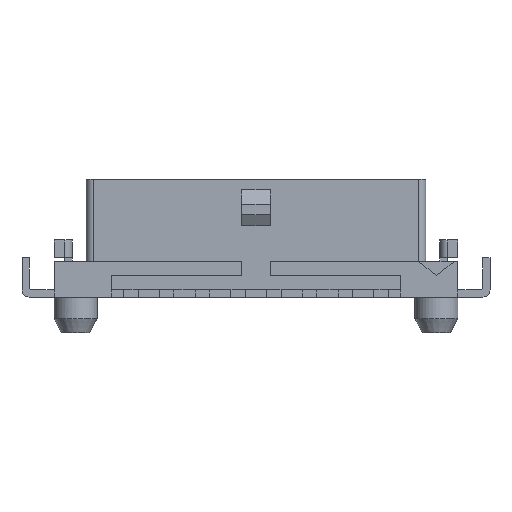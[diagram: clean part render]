
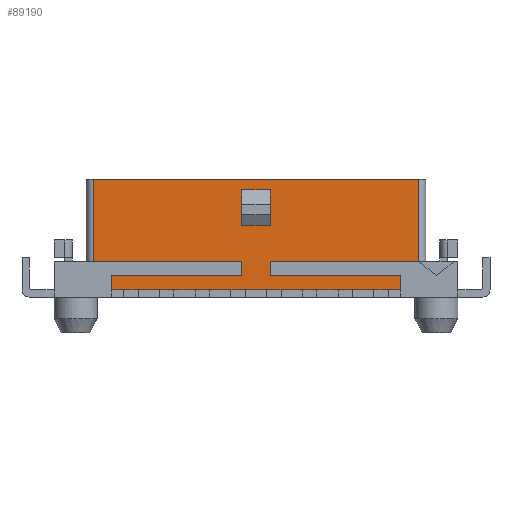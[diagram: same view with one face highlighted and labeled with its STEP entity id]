
A CAD part, front view. The second image highlights one B-rep face of the part: STEP entity #89190.
In plain terms, the highlighted planar face has unit normal (0, -1, 0).
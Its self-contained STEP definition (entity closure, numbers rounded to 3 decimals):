
#1420=CARTESIAN_POINT('',(30.352,30.493,-2.3));
#1430=VERTEX_POINT('',#1420);
#1580=CARTESIAN_POINT('',(30.352,30.493,-2.7));
#1590=VERTEX_POINT('',#1580);
#1620=CARTESIAN_POINT('',(30.352,30.493,0.));
#1630=DIRECTION('',(0.,0.,1.));
#1640=VECTOR('',#1630,1.);
#1650=LINE('',#1620,#1640);
#1660=EDGE_CURVE('',#1590,#1430,#1650,.T.);
#11910=CARTESIAN_POINT('',(25.902,30.493,-3.1));
#11920=VERTEX_POINT('',#11910);
#11970=CARTESIAN_POINT('',(0.,30.493,-3.1));
#11980=DIRECTION('',(1.,0.,0.));
#11990=VECTOR('',#11980,1.);
#12000=LINE('',#11970,#11990);
#12010=CARTESIAN_POINT('',(26.252,30.493,-3.1));
#12020=VERTEX_POINT('',#12010);
#12030=EDGE_CURVE('',#11920,#12020,#12000,.T.);
#12410=CARTESIAN_POINT('',(26.652,30.493,-3.1));
#12420=VERTEX_POINT('',#12410);
#12450=CARTESIAN_POINT('',(27.252,30.493,-3.1));
#12460=VERTEX_POINT('',#12450);
#12470=EDGE_CURVE('',#12420,#12460,#12000,.T.);
#12850=CARTESIAN_POINT('',(27.652,30.493,-3.1));
#12860=VERTEX_POINT('',#12850);
#12890=CARTESIAN_POINT('',(28.252,30.493,-3.1));
#12900=VERTEX_POINT('',#12890);
#12910=EDGE_CURVE('',#12860,#12900,#12000,.T.);
#13290=CARTESIAN_POINT('',(28.652,30.493,-3.1));
#13300=VERTEX_POINT('',#13290);
#13330=CARTESIAN_POINT('',(29.252,30.493,-3.1));
#13340=VERTEX_POINT('',#13330);
#13350=EDGE_CURVE('',#13300,#13340,#12000,.T.);
#13730=CARTESIAN_POINT('',(29.652,30.493,-3.1));
#13740=VERTEX_POINT('',#13730);
#13770=CARTESIAN_POINT('',(30.252,30.493,-3.1));
#13780=VERTEX_POINT('',#13770);
#13790=EDGE_CURVE('',#13740,#13780,#12000,.T.);
#14170=CARTESIAN_POINT('',(30.652,30.493,-3.1));
#14180=VERTEX_POINT('',#14170);
#14210=CARTESIAN_POINT('',(31.252,30.493,-3.1));
#14220=VERTEX_POINT('',#14210);
#14230=EDGE_CURVE('',#14180,#14220,#12000,.T.);
#14610=CARTESIAN_POINT('',(31.652,30.493,-3.1));
#14620=VERTEX_POINT('',#14610);
#14650=CARTESIAN_POINT('',(32.252,30.493,-3.1));
#14660=VERTEX_POINT('',#14650);
#14670=EDGE_CURVE('',#14620,#14660,#12000,.T.);
#15050=CARTESIAN_POINT('',(32.652,30.493,-3.1));
#15060=VERTEX_POINT('',#15050);
#15090=CARTESIAN_POINT('',(33.252,30.493,-3.1));
#15100=VERTEX_POINT('',#15090);
#15110=EDGE_CURVE('',#15060,#15100,#12000,.T.);
#15490=CARTESIAN_POINT('',(33.652,30.493,-3.1));
#15500=VERTEX_POINT('',#15490);
#15530=CARTESIAN_POINT('',(34.002,30.493,-3.1));
#15540=VERTEX_POINT('',#15530);
#15550=EDGE_CURVE('',#15500,#15540,#12000,.T.);
#19230=CARTESIAN_POINT('',(34.502,30.493,0.));
#19240=VERTEX_POINT('',#19230);
#19270=CARTESIAN_POINT('',(0.,30.493,0.));
#19280=DIRECTION('',(-1.,0.,0.));
#19290=VECTOR('',#19280,1.);
#19300=LINE('',#19270,#19290);
#19310=CARTESIAN_POINT('',(25.402,30.493,0.));
#19320=VERTEX_POINT('',#19310);
#19330=EDGE_CURVE('',#19240,#19320,#19300,.T.);
#82610=CARTESIAN_POINT('',(0.,30.493,-2.3));
#82620=DIRECTION('',(-1.,0.,0.));
#82630=VECTOR('',#82620,1.);
#82640=LINE('',#82610,#82630);
#82650=CARTESIAN_POINT('',(34.502,30.493,-2.3));
#82660=VERTEX_POINT('',#82650);
#82670=EDGE_CURVE('',#82660,#1430,#82640,.T.);
#83330=CARTESIAN_POINT('',(25.402,30.493,-2.3));
#83340=VERTEX_POINT('',#83330);
#83370=CARTESIAN_POINT('',(29.552,30.493,-2.3));
#83380=VERTEX_POINT('',#83370);
#83390=EDGE_CURVE('',#83380,#83340,#82640,.T.);
#85190=CARTESIAN_POINT('',(34.502,30.493,0.));
#85200=DIRECTION('',(0.,0.,-1.));
#85210=VECTOR('',#85200,1.);
#85220=LINE('',#85190,#85210);
#85230=EDGE_CURVE('',#19240,#82660,#85220,.T.);
#86900=CARTESIAN_POINT('',(0.,30.493,-2.7));
#86910=DIRECTION('',(1.,0.,0.));
#86920=VECTOR('',#86910,1.);
#86930=LINE('',#86900,#86920);
#86940=CARTESIAN_POINT('',(34.002,30.493,-2.7));
#86950=VERTEX_POINT('',#86940);
#86960=EDGE_CURVE('',#1590,#86950,#86930,.T.);
#87630=CARTESIAN_POINT('',(0.,30.493,-3.1));
#87640=DIRECTION('',(1.,0.,0.));
#87650=VECTOR('',#87640,1.);
#87660=LINE('',#87630,#87650);
#87670=EDGE_CURVE('',#13780,#14180,#87660,.T.);
#87860=CARTESIAN_POINT('',(29.531,30.493,
-2.544));
#87870=DIRECTION('',(0.,-1.,0.));
#87880=DIRECTION('',(1.,0.,0.));
#87890=AXIS2_PLACEMENT_3D('',#87860,#87870,#87880);
#87900=PLANE('',#87890);
#87910=CARTESIAN_POINT('',(34.002,30.493,0.));
#87920=DIRECTION('',(0.,0.,-1.));
#87930=VECTOR('',#87920,1.);
#87940=LINE('',#87910,#87930);
#87950=EDGE_CURVE('',#86950,#15540,#87940,.T.);
#87960=ORIENTED_EDGE('',*,*,#87950,.F.);
#87970=ORIENTED_EDGE('',*,*,#15550,.T.);
#87980=CARTESIAN_POINT('',(0.,30.493,-3.1));
#87990=DIRECTION('',(-1.,0.,0.));
#88000=VECTOR('',#87990,1.);
#88010=LINE('',#87980,#88000);
#88020=EDGE_CURVE('',#15500,#15100,#88010,.T.);
#88030=ORIENTED_EDGE('',*,*,#88020,.F.);
#88040=ORIENTED_EDGE('',*,*,#15110,.T.);
#88050=CARTESIAN_POINT('',(0.,30.493,-3.1));
#88060=DIRECTION('',(1.,0.,0.));
#88070=VECTOR('',#88060,1.);
#88080=LINE('',#88050,#88070);
#88090=EDGE_CURVE('',#14660,#15060,#88080,.T.);
#88100=ORIENTED_EDGE('',*,*,#88090,.T.);
#88110=ORIENTED_EDGE('',*,*,#14670,.T.);
#88120=CARTESIAN_POINT('',(0.,30.493,-3.1));
#88130=DIRECTION('',(1.,0.,0.));
#88140=VECTOR('',#88130,1.);
#88150=LINE('',#88120,#88140);
#88160=EDGE_CURVE('',#14220,#14620,#88150,.T.);
#88170=ORIENTED_EDGE('',*,*,#88160,.T.);
#88180=ORIENTED_EDGE('',*,*,#14230,.T.);
#88190=ORIENTED_EDGE('',*,*,#87670,.T.);
#88200=ORIENTED_EDGE('',*,*,#13790,.T.);
#88210=CARTESIAN_POINT('',(0.,30.493,-3.1));
#88220=DIRECTION('',(1.,0.,0.));
#88230=VECTOR('',#88220,1.);
#88240=LINE('',#88210,#88230);
#88250=EDGE_CURVE('',#13340,#13740,#88240,.T.);
#88260=ORIENTED_EDGE('',*,*,#88250,.T.);
#88270=ORIENTED_EDGE('',*,*,#13350,.T.);
#88280=CARTESIAN_POINT('',(0.,30.493,-3.1));
#88290=DIRECTION('',(1.,0.,0.));
#88300=VECTOR('',#88290,1.);
#88310=LINE('',#88280,#88300);
#88320=EDGE_CURVE('',#12900,#13300,#88310,.T.);
#88330=ORIENTED_EDGE('',*,*,#88320,.T.);
#88340=ORIENTED_EDGE('',*,*,#12910,.T.);
#88350=CARTESIAN_POINT('',(0.,30.493,-3.1));
#88360=DIRECTION('',(-1.,0.,0.));
#88370=VECTOR('',#88360,1.);
#88380=LINE('',#88350,#88370);
#88390=EDGE_CURVE('',#12860,#12460,#88380,.T.);
#88400=ORIENTED_EDGE('',*,*,#88390,.F.);
#88410=ORIENTED_EDGE('',*,*,#12470,.T.);
#88420=CARTESIAN_POINT('',(0.,30.493,-3.1));
#88430=DIRECTION('',(-1.,0.,0.));
#88440=VECTOR('',#88430,1.);
#88450=LINE('',#88420,#88440);
#88460=EDGE_CURVE('',#12420,#12020,#88450,.T.);
#88470=ORIENTED_EDGE('',*,*,#88460,.F.);
#88480=ORIENTED_EDGE('',*,*,#12030,.T.);
#88490=CARTESIAN_POINT('',(25.902,30.493,0.));
#88500=DIRECTION('',(0.,0.,1.));
#88510=VECTOR('',#88500,1.);
#88520=LINE('',#88490,#88510);
#88530=CARTESIAN_POINT('',(25.902,30.493,-2.7));
#88540=VERTEX_POINT('',#88530);
#88550=EDGE_CURVE('',#11920,#88540,#88520,.T.);
#88560=ORIENTED_EDGE('',*,*,#88550,.F.);
#88570=CARTESIAN_POINT('',(0.,30.493,-2.7));
#88580=DIRECTION('',(-1.,0.,0.));
#88590=VECTOR('',#88580,1.);
#88600=LINE('',#88570,#88590);
#88610=CARTESIAN_POINT('',(29.552,30.493,-2.7));
#88620=VERTEX_POINT('',#88610);
#88630=EDGE_CURVE('',#88620,#88540,#88600,.T.);
#88640=ORIENTED_EDGE('',*,*,#88630,.T.);
#88650=CARTESIAN_POINT('',(29.552,30.493,0.));
#88660=DIRECTION('',(0.,0.,-1.));
#88670=VECTOR('',#88660,1.);
#88680=LINE('',#88650,#88670);
#88690=EDGE_CURVE('',#83380,#88620,#88680,.T.);
#88700=ORIENTED_EDGE('',*,*,#88690,.T.);
#88710=ORIENTED_EDGE('',*,*,#83390,.F.);
#88720=CARTESIAN_POINT('',(25.402,30.493,0.));
#88730=DIRECTION('',(0.,0.,-1.));
#88740=VECTOR('',#88730,1.);
#88750=LINE('',#88720,#88740);
#88760=EDGE_CURVE('',#19320,#83340,#88750,.T.);
#88770=ORIENTED_EDGE('',*,*,#88760,.T.);
#88780=ORIENTED_EDGE('',*,*,#19330,.T.);
#88790=ORIENTED_EDGE('',*,*,#85230,.F.);
#88800=ORIENTED_EDGE('',*,*,#82670,.F.);
#88810=ORIENTED_EDGE('',*,*,#1660,.T.);
#88820=ORIENTED_EDGE('',*,*,#86960,.F.);
#88830=EDGE_LOOP('',(#88820,#88810,#88800,#88790,#88780,#88770,#88710,
#88700,#88640,#88560,#88480,#88470,#88410,#88400,#88340,#88330,#88270,
#88260,#88200,#88190,#88180,#88170,#88110,#88100,#88040,#88030,#87970,
#87960));
#88840=FACE_OUTER_BOUND('',#88830,.T.);
#88850=CARTESIAN_POINT('',(0.,30.493,-0.3));
#88860=DIRECTION('',(1.,0.,0.));
#88870=VECTOR('',#88860,1.);
#88880=LINE('',#88850,#88870);
#88890=CARTESIAN_POINT('',(29.552,30.493,
-0.3));
#88900=VERTEX_POINT('',#88890);
#88910=CARTESIAN_POINT('',(30.352,30.493,
-0.3));
#88920=VERTEX_POINT('',#88910);
#88930=EDGE_CURVE('',#88900,#88920,#88880,.T.);
#88940=ORIENTED_EDGE('',*,*,#88930,.T.);
#88950=CARTESIAN_POINT('',(29.552,30.493,0.));
#88960=DIRECTION('',(0.,0.,1.));
#88970=VECTOR('',#88960,1.);
#88980=LINE('',#88950,#88970);
#88990=CARTESIAN_POINT('',(29.552,30.493,-1.3));
#89000=VERTEX_POINT('',#88990);
#89010=EDGE_CURVE('',#89000,#88900,#88980,.T.);
#89020=ORIENTED_EDGE('',*,*,#89010,.T.);
#89030=CARTESIAN_POINT('',(0.,30.493,-1.3));
#89040=DIRECTION('',(1.,0.,0.));
#89050=VECTOR('',#89040,1.);
#89060=LINE('',#89030,#89050);
#89070=CARTESIAN_POINT('',(30.352,30.493,-1.3));
#89080=VERTEX_POINT('',#89070);
#89090=EDGE_CURVE('',#89000,#89080,#89060,.T.);
#89100=ORIENTED_EDGE('',*,*,#89090,.F.);
#89110=CARTESIAN_POINT('',(30.352,30.493,0.));
#89120=DIRECTION('',(0.,0.,1.));
#89130=VECTOR('',#89120,1.);
#89140=LINE('',#89110,#89130);
#89150=EDGE_CURVE('',#89080,#88920,#89140,.T.);
#89160=ORIENTED_EDGE('',*,*,#89150,.F.);
#89170=EDGE_LOOP('',(#89160,#89100,#89020,#88940));
#89180=FACE_BOUND('',#89170,.T.);
#89190=ADVANCED_FACE('',(#88840,#89180),#87900,.T.);
